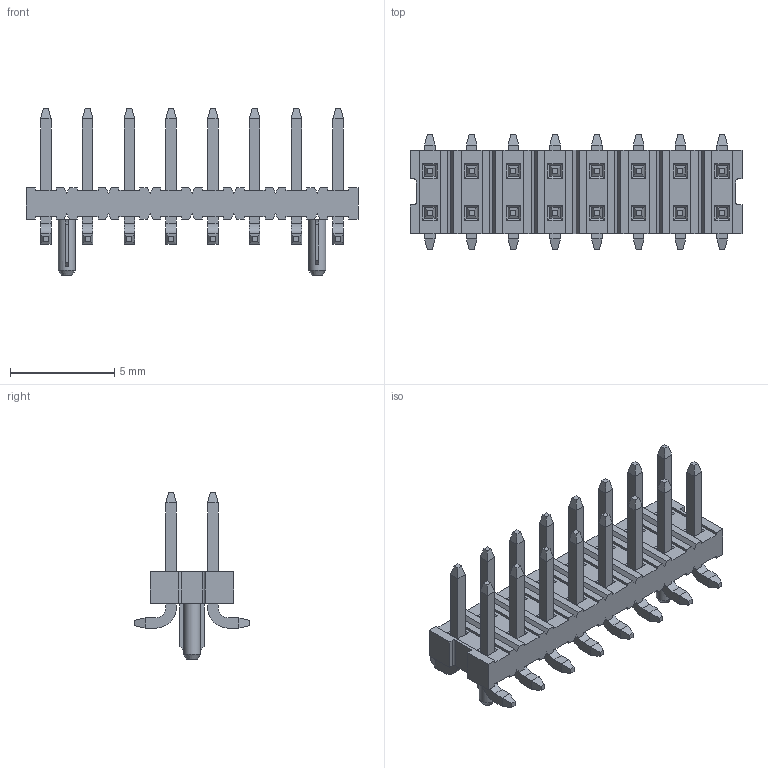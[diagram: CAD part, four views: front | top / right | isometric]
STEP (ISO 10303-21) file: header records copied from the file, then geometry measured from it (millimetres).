
FILE_DESCRIPTION(/* description */ (''),/* implementation_level */ '2;1');
FILE_NAME(/* name */ 'MOLEX_87759-1650.stp',/* time_stamp */ '2016-05-31T11:05:44+02:00',/* author */ ('riccim'),/* organization */ ('SolidWorks'),/* preprocessor_version */ 'ST-DEVELOPER v15.5',/* originating_system */ 'AutoCAD Mechanical',/* authorisation */ ' ');
FILE_SCHEMA (('AUTOMOTIVE_DESIGN { 1 0 10303 214 3 1 1 }'));
Length unit declared in the file: millimetre
Products named in the file (1): Product
Bounding box: 15.9 x 5.5 x 8 mm (x, y, z)
Volume: 110.9 mm3; surface area: 443.7 mm2
Topology: 33 solids, 33 shells, 616 faces, 1476 edges, 938 vertices
Faces by surface type: plane 572, cylinder 42, cone 2
Full cylindrical faces by diameter (mm): 0.8 x2
Entity records: 17380 total; most frequent: CARTESIAN_POINT 3023, ORIENTED_EDGE 2940, DIRECTION 2804, EDGE_CURVE 1470, LINE 1370, VECTOR 1370, VERTEX_POINT 936, AXIS2_PLACEMENT_3D 717
